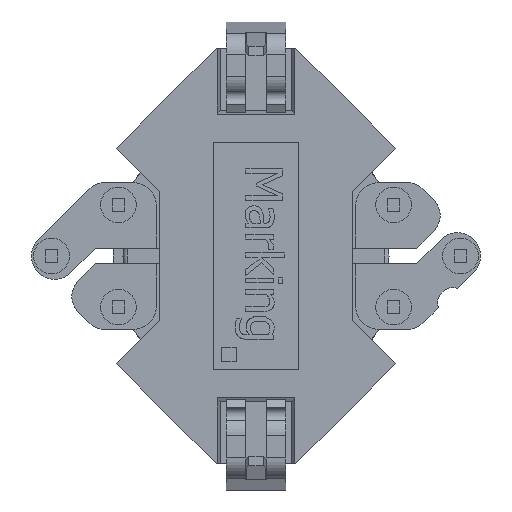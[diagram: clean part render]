
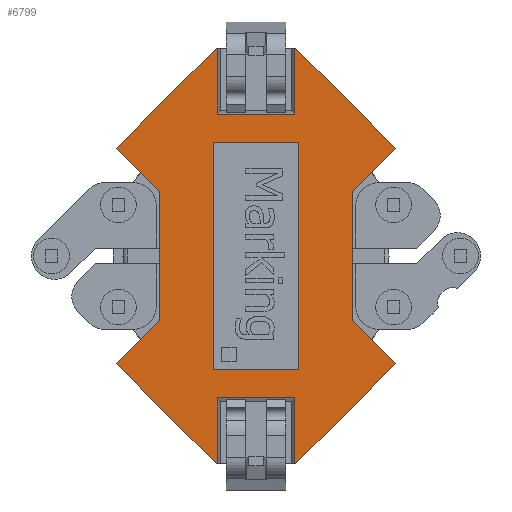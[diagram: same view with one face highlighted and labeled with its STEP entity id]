
A CAD part, front view. The second image highlights one B-rep face of the part: STEP entity #6799.
In plain terms, the highlighted face is planar.
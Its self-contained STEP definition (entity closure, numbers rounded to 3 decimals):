
#713=PLANE('',#7602);
#1046=FACE_OUTER_BOUND('',#1493,.T.);
#1493=EDGE_LOOP('',(#5565,#5566,#5567,#5568,#5569,#5570,#5571,#5572,#5573,
#5574,#5575,#5576,#5577,#5578,#5579,#5580,#5581,#5582,#5583,#5584));
#1901=LINE('',#10572,#2498);
#1906=LINE('',#10582,#2503);
#1910=LINE('',#10590,#2507);
#1916=LINE('',#10602,#2513);
#1924=LINE('',#10620,#2521);
#1926=LINE('',#10624,#2523);
#1928=LINE('',#10629,#2525);
#1930=LINE('',#10633,#2527);
#1933=LINE('',#10638,#2530);
#1934=LINE('',#10641,#2531);
#1936=LINE('',#10645,#2533);
#1939=LINE('',#10652,#2536);
#1941=LINE('',#10656,#2538);
#1943=LINE('',#10659,#2540);
#1944=LINE('',#10662,#2541);
#1945=LINE('',#10664,#2542);
#1946=LINE('',#10665,#2543);
#1947=LINE('',#10667,#2544);
#1948=LINE('',#10669,#2545);
#1949=LINE('',#10670,#2546);
#2498=VECTOR('',#8820,1000.);
#2503=VECTOR('',#8827,1000.);
#2507=VECTOR('',#8833,1000.);
#2513=VECTOR('',#8841,1000.);
#2521=VECTOR('',#8861,1000.);
#2523=VECTOR('',#8865,1000.);
#2525=VECTOR('',#8869,1000.);
#2527=VECTOR('',#8871,1000.);
#2530=VECTOR('',#8876,1000.);
#2531=VECTOR('',#8881,1000.);
#2533=VECTOR('',#8885,1000.);
#2536=VECTOR('',#8890,1000.);
#2538=VECTOR('',#8892,1000.);
#2540=VECTOR('',#8896,1000.);
#2541=VECTOR('',#8899,1000.);
#2542=VECTOR('',#8900,1000.);
#2543=VECTOR('',#8901,1000.);
#2544=VECTOR('',#8902,1000.);
#2545=VECTOR('',#8903,1000.);
#2546=VECTOR('',#8904,1000.);
#3408=VERTEX_POINT('',#10569);
#3409=VERTEX_POINT('',#10571);
#3412=VERTEX_POINT('',#10579);
#3413=VERTEX_POINT('',#10581);
#3415=VERTEX_POINT('',#10587);
#3416=VERTEX_POINT('',#10589);
#3420=VERTEX_POINT('',#10599);
#3421=VERTEX_POINT('',#10601);
#3426=VERTEX_POINT('',#10622);
#3427=VERTEX_POINT('',#10626);
#3429=VERTEX_POINT('',#10630);
#3430=VERTEX_POINT('',#10632);
#3432=VERTEX_POINT('',#10643);
#3435=VERTEX_POINT('',#10650);
#3436=VERTEX_POINT('',#10653);
#3437=VERTEX_POINT('',#10655);
#3438=VERTEX_POINT('',#10661);
#3439=VERTEX_POINT('',#10663);
#3440=VERTEX_POINT('',#10666);
#3441=VERTEX_POINT('',#10668);
#4162=EDGE_CURVE('',#3408,#3409,#1901,.T.);
#4167=EDGE_CURVE('',#3412,#3413,#1906,.T.);
#4171=EDGE_CURVE('',#3416,#3415,#1910,.T.);
#4177=EDGE_CURVE('',#3421,#3420,#1916,.T.);
#4188=EDGE_CURVE('',#3408,#3413,#1924,.T.);
#4190=EDGE_CURVE('',#3412,#3426,#1926,.T.);
#4192=EDGE_CURVE('',#3427,#3426,#1928,.T.);
#4194=EDGE_CURVE('',#3429,#3430,#1930,.T.);
#4197=EDGE_CURVE('',#3429,#3416,#1933,.T.);
#4199=EDGE_CURVE('',#3421,#3415,#1934,.T.);
#4201=EDGE_CURVE('',#3432,#3420,#1936,.T.);
#4204=EDGE_CURVE('',#3432,#3435,#1939,.T.);
#4206=EDGE_CURVE('',#3437,#3436,#1941,.T.);
#4208=EDGE_CURVE('',#3409,#3436,#1943,.T.);
#4209=EDGE_CURVE('',#3438,#3427,#1944,.T.);
#4210=EDGE_CURVE('',#3439,#3438,#1945,.T.);
#4211=EDGE_CURVE('',#3439,#3430,#1946,.T.);
#4212=EDGE_CURVE('',#3440,#3435,#1947,.T.);
#4213=EDGE_CURVE('',#3440,#3441,#1948,.T.);
#4214=EDGE_CURVE('',#3441,#3437,#1949,.T.);
#5565=ORIENTED_EDGE('',*,*,#4209,.F.);
#5566=ORIENTED_EDGE('',*,*,#4210,.F.);
#5567=ORIENTED_EDGE('',*,*,#4211,.T.);
#5568=ORIENTED_EDGE('',*,*,#4194,.F.);
#5569=ORIENTED_EDGE('',*,*,#4197,.T.);
#5570=ORIENTED_EDGE('',*,*,#4171,.T.);
#5571=ORIENTED_EDGE('',*,*,#4199,.F.);
#5572=ORIENTED_EDGE('',*,*,#4177,.T.);
#5573=ORIENTED_EDGE('',*,*,#4201,.F.);
#5574=ORIENTED_EDGE('',*,*,#4204,.T.);
#5575=ORIENTED_EDGE('',*,*,#4212,.F.);
#5576=ORIENTED_EDGE('',*,*,#4213,.T.);
#5577=ORIENTED_EDGE('',*,*,#4214,.T.);
#5578=ORIENTED_EDGE('',*,*,#4206,.T.);
#5579=ORIENTED_EDGE('',*,*,#4208,.F.);
#5580=ORIENTED_EDGE('',*,*,#4162,.F.);
#5581=ORIENTED_EDGE('',*,*,#4188,.T.);
#5582=ORIENTED_EDGE('',*,*,#4167,.F.);
#5583=ORIENTED_EDGE('',*,*,#4190,.T.);
#5584=ORIENTED_EDGE('',*,*,#4192,.F.);
#6799=ADVANCED_FACE('',(#1046),#713,.T.);
#7602=AXIS2_PLACEMENT_3D('',#10660,#8897,#8898);
#8820=DIRECTION('',(0.707,0.,-0.707));
#8827=DIRECTION('',(0.707,0.,0.707));
#8833=DIRECTION('',(0.707,0.,-0.707));
#8841=DIRECTION('',(0.707,0.,0.707));
#8861=DIRECTION('',(-1.,0.,0.));
#8865=DIRECTION('',(-0.707,0.,0.707));
#8869=DIRECTION('',(0.,0.,-1.));
#8871=DIRECTION('',(0.,0.,-1.));
#8876=DIRECTION('',(0.707,0.,0.707));
#8881=DIRECTION('',(-1.,0.,0.));
#8885=DIRECTION('',(-0.707,0.,0.707));
#8890=DIRECTION('',(0.,0.,-1.));
#8892=DIRECTION('',(0.,0.,-1.));
#8896=DIRECTION('',(0.707,0.,0.707));
#8897=DIRECTION('center_axis',(0.,1.,0.));
#8898=DIRECTION('ref_axis',(0.,0.,1.));
#8899=DIRECTION('',(-1.,0.,0.));
#8900=DIRECTION('',(0.,0.,-1.));
#8901=DIRECTION('',(-1.,0.,0.));
#8902=DIRECTION('',(1.,0.,0.));
#8903=DIRECTION('',(0.,0.,-1.));
#8904=DIRECTION('',(1.,0.,0.));
#10569=CARTESIAN_POINT('',(2.276,5.25,-3.4));
#10571=CARTESIAN_POINT('',(3.787,5.25,-4.911));
#10572=CARTESIAN_POINT('',(-0.562,5.25,-0.562));
#10579=CARTESIAN_POINT('',(-3.787,5.25,-4.911));
#10581=CARTESIAN_POINT('',(-2.276,5.25,-3.4));
#10582=CARTESIAN_POINT('',(0.562,5.25,-0.562));
#10587=CARTESIAN_POINT('',(-2.276,5.25,3.4));
#10589=CARTESIAN_POINT('',(-3.787,5.25,4.911));
#10590=CARTESIAN_POINT('',(0.562,5.25,0.562));
#10599=CARTESIAN_POINT('',(3.787,5.25,4.911));
#10601=CARTESIAN_POINT('',(2.276,5.25,3.4));
#10602=CARTESIAN_POINT('',(-0.562,5.25,0.562));
#10620=CARTESIAN_POINT('',(0.,5.25,-3.4));
#10622=CARTESIAN_POINT('',(-7.3,5.25,-1.397));
#10624=CARTESIAN_POINT('',(-4.349,5.25,-4.349));
#10626=CARTESIAN_POINT('',(-7.3,5.25,-1.365));
#10629=CARTESIAN_POINT('',(-7.3,5.25,0.));
#10630=CARTESIAN_POINT('',(-7.3,5.25,1.397));
#10632=CARTESIAN_POINT('',(-7.3,5.25,1.365));
#10633=CARTESIAN_POINT('',(-7.3,5.25,0.));
#10638=CARTESIAN_POINT('',(-4.349,5.25,4.349));
#10641=CARTESIAN_POINT('',(0.,5.25,3.4));
#10643=CARTESIAN_POINT('',(7.3,5.25,1.397));
#10645=CARTESIAN_POINT('',(4.349,5.25,4.349));
#10650=CARTESIAN_POINT('',(7.3,5.25,1.365));
#10652=CARTESIAN_POINT('',(7.3,5.25,0.));
#10653=CARTESIAN_POINT('',(7.3,5.25,-1.397));
#10655=CARTESIAN_POINT('',(7.3,5.25,-1.365));
#10656=CARTESIAN_POINT('',(7.3,5.25,0.));
#10659=CARTESIAN_POINT('',(4.349,5.25,-4.349));
#10660=CARTESIAN_POINT('Origin',(0.,5.25,0.));
#10661=CARTESIAN_POINT('',(-4.985,5.25,-1.365));
#10662=CARTESIAN_POINT('',(0.,5.25,-1.365));
#10663=CARTESIAN_POINT('',(-4.985,5.25,1.365));
#10664=CARTESIAN_POINT('',(-4.985,5.25,0.));
#10665=CARTESIAN_POINT('',(0.,5.25,1.365));
#10666=CARTESIAN_POINT('',(4.985,5.25,1.365));
#10667=CARTESIAN_POINT('',(0.,5.25,1.365));
#10668=CARTESIAN_POINT('',(4.985,5.25,-1.365));
#10669=CARTESIAN_POINT('',(4.985,5.25,0.));
#10670=CARTESIAN_POINT('',(0.,5.25,-1.365));
